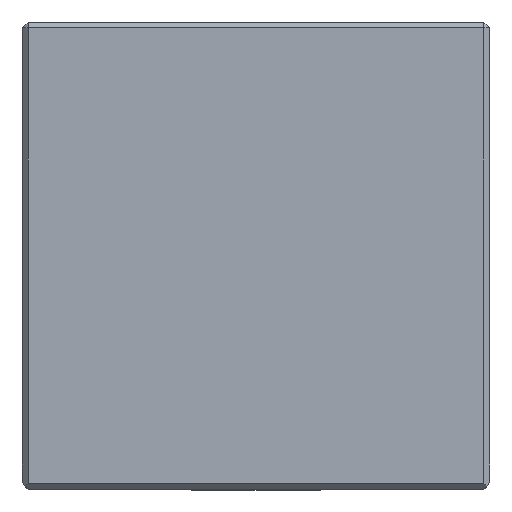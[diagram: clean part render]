
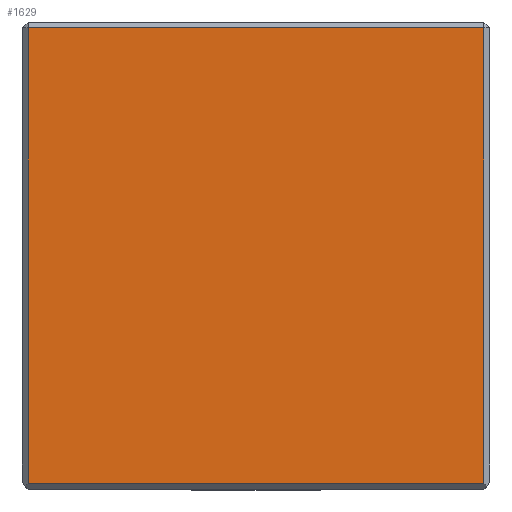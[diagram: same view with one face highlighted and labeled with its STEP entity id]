
A CAD part, top view. The second image highlights one B-rep face of the part: STEP entity #1629.
In plain terms, the highlighted planar face has unit normal (0, 0, 1).
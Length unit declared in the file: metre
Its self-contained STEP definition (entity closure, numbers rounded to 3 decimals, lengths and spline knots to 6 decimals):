
#55=ORIENTED_EDGE('',*,*,#506,.T.);
#56=ORIENTED_EDGE('',*,*,#507,.T.);
#57=ORIENTED_EDGE('',*,*,#508,.T.);
#58=ORIENTED_EDGE('',*,*,#509,.T.);
#506=EDGE_CURVE('',#731,#732,#873,.T.);
#507=EDGE_CURVE('',#732,#733,#874,.T.);
#508=EDGE_CURVE('',#733,#734,#875,.T.);
#509=EDGE_CURVE('',#734,#731,#876,.T.);
#731=VERTEX_POINT('',#2344);
#732=VERTEX_POINT('',#2345);
#733=VERTEX_POINT('',#2347);
#734=VERTEX_POINT('',#2349);
#873=LINE('',#2343,#1085);
#874=LINE('',#2346,#1086);
#875=LINE('',#2348,#1087);
#876=LINE('',#2350,#1088);
#1085=VECTOR('',#1887,1.);
#1086=VECTOR('',#1888,1.);
#1087=VECTOR('',#1889,1.);
#1088=VECTOR('',#1890,1.);
#1287=EDGE_LOOP('',(#55,#56,#57,#58));
#1411=FACE_BOUND('',#1287,.T.);
#1536=PLANE('',#1746);
#1629=ADVANCED_FACE('',(#1411),#1536,.T.);
#1746=AXIS2_PLACEMENT_3D('',#2342,#1885,#1886);
#1885=DIRECTION('',(0.,0.,1.));
#1886=DIRECTION('',(1.,0.,0.));
#1887=DIRECTION('',(-1.,0.,0.));
#1888=DIRECTION('',(0.,-1.,0.));
#1889=DIRECTION('',(1.,0.,0.));
#1890=DIRECTION('',(0.,1.,0.));
#2342=CARTESIAN_POINT('',(-0.006,0.001225,-0.026));
#2343=CARTESIAN_POINT('',(-0.006,0.000975,-0.026));
#2344=CARTESIAN_POINT('',(0.00375,0.000975,-0.026));
#2345=CARTESIAN_POINT('',(-0.01575,0.000975,-0.026));
#2346=CARTESIAN_POINT('',(-0.01575,0.001225,-0.026));
#2347=CARTESIAN_POINT('',(-0.01575,-0.018525,-0.026));
#2348=CARTESIAN_POINT('',(0.004,-0.018525,-0.026));
#2349=CARTESIAN_POINT('',(0.00375,-0.018525,-0.026));
#2350=CARTESIAN_POINT('',(0.00375,0.001225,-0.026));
